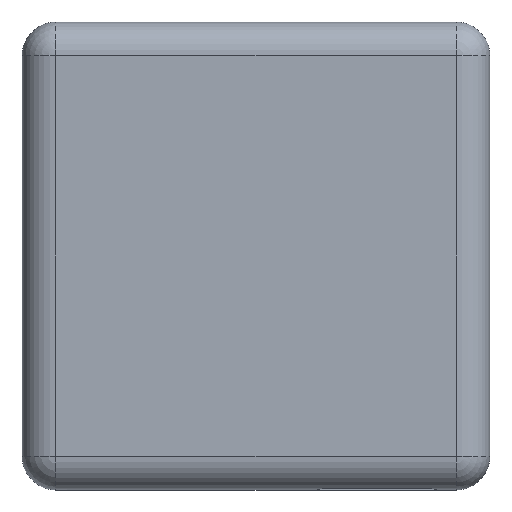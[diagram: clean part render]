
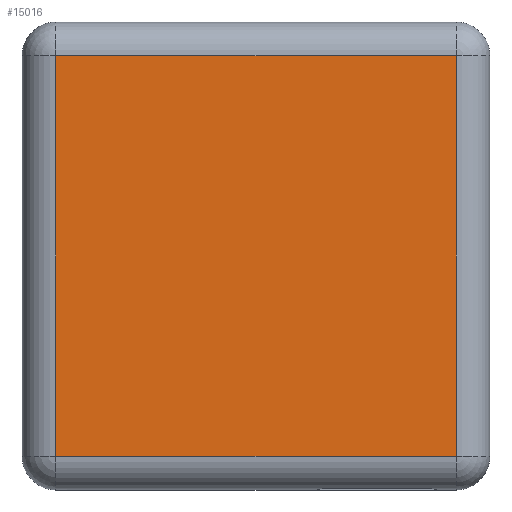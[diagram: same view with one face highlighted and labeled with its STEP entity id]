
A CAD part, front view. The second image highlights one B-rep face of the part: STEP entity #15016.
In plain terms, the highlighted planar face has unit normal (0, -1, 0).
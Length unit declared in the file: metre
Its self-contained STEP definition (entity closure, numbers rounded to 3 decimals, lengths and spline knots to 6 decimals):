
#5211=ORIENTED_EDGE('',*,*,#7506,.F.);
#5212=ORIENTED_EDGE('',*,*,#7500,.F.);
#5213=ORIENTED_EDGE('',*,*,#7483,.T.);
#5214=ORIENTED_EDGE('',*,*,#7496,.T.);
#7483=EDGE_CURVE('',#8975,#8974,#10367,.T.);
#7496=EDGE_CURVE('',#8974,#8983,#10372,.T.);
#7500=EDGE_CURVE('',#8975,#8984,#10375,.T.);
#7506=EDGE_CURVE('',#8984,#8983,#10377,.T.);
#8974=VERTEX_POINT('',#25847);
#8975=VERTEX_POINT('',#25849);
#8983=VERTEX_POINT('',#25874);
#8984=VERTEX_POINT('',#25879);
#10367=LINE('',#25848,#11678);
#10372=LINE('',#25875,#11683);
#10375=LINE('',#25882,#11686);
#10377=LINE('',#25893,#11688);
#11678=VECTOR('',#18676,1.);
#11683=VECTOR('',#18707,1.);
#11686=VECTOR('',#18714,1.);
#11688=VECTOR('',#18730,1.);
#12574=EDGE_LOOP('',(#5211,#5212,#5213,#5214));
#13637=FACE_BOUND('',#12574,.T.);
#14257=PLANE('',#15848);
#15016=ADVANCED_FACE('',(#13637),#14257,.F.);
#15848=AXIS2_PLACEMENT_3D('',#25909,#18742,#18743);
#18676=DIRECTION('',(1.,0.,0.));
#18707=DIRECTION('',(0.,0.,1.));
#18714=DIRECTION('',(0.,0.,1.));
#18730=DIRECTION('',(1.,0.,0.));
#18742=DIRECTION('',(0.,1.,0.));
#18743=DIRECTION('',(1.,0.,0.));
#25847=CARTESIAN_POINT('',(0.0354,0.,-0.0354));
#25848=CARTESIAN_POINT('',(0.0354,0.,-0.0354));
#25849=CARTESIAN_POINT('',(-0.0354,0.,-0.0354));
#25874=CARTESIAN_POINT('',(0.0354,0.,0.0354));
#25875=CARTESIAN_POINT('',(0.0354,0.,0.0354));
#25879=CARTESIAN_POINT('',(-0.0354,0.,0.0354));
#25882=CARTESIAN_POINT('',(-0.0354,0.,0.));
#25893=CARTESIAN_POINT('',(0.,0.,0.0354));
#25909=CARTESIAN_POINT('',(0.,0.,0.));
